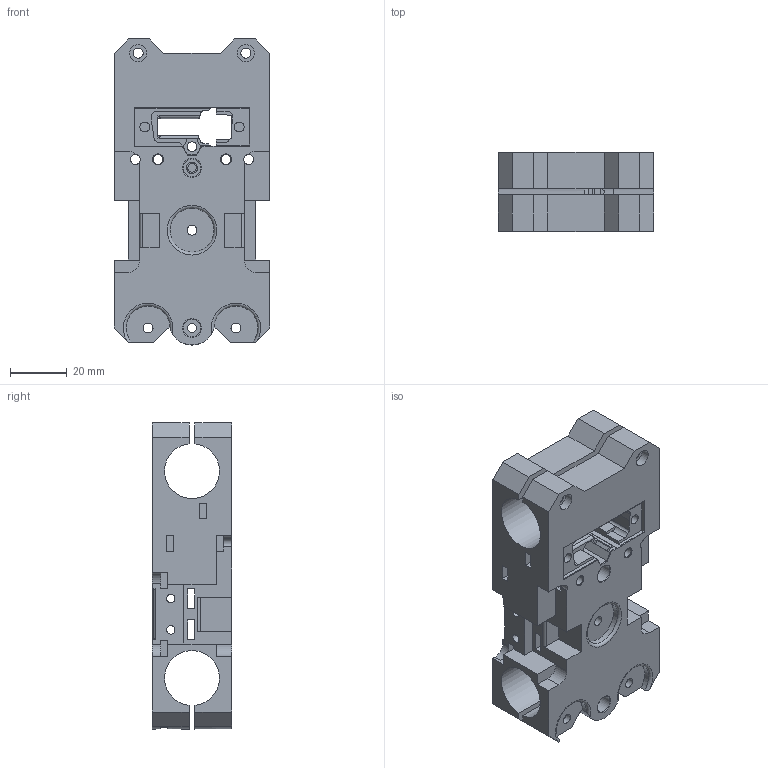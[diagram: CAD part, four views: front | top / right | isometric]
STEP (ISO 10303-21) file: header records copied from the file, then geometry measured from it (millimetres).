
FILE_DESCRIPTION(/* description */ (''),/* implementation_level */ '2;1');
FILE_NAME(/* name */ 'STEP_HYPERCUBE-EVO-0001_NGENv1.5.step',/* time_stamp */ '2021-02-26T10:09:46+01:00',/* author */ (''),/* organization */ (''),/* preprocessor_version */ 'ST-DEVELOPER v18.1',/* originating_system */ 'Autodesk Translation Framework v9.7.1.1290',/* authorisation */ '');
FILE_SCHEMA (('AUTOMOTIVE_DESIGN { 1 0 10303 214 3 1 1 }'));
Length unit declared in the file: millimetre
Products named in the file (1): STEP_HYPERCUBE-EVO-0001_NGEN
Bounding box: 55 x 28 x 108 mm (x, y, z)
Volume: 89182.8 mm3; surface area: 36901.9 mm2
Topology: 1 solids, 1 shells, 477 faces, 1301 edges, 840 vertices
Faces by surface type: plane 289, cylinder 139, torus 45, bspline 3, cone 1
Full cylindrical faces by diameter (mm): 3 x4, 3.2 x3, 3.5 x32, 6 x2, 6.2 x1, 6.3 x1, 7.2 x2, 15.5 x1
Entity records: 15584 total; most frequent: CARTESIAN_POINT 3158, ORIENTED_EDGE 2602, DIRECTION 2552, EDGE_CURVE 1301, LINE 870, VECTOR 870, AXIS2_PLACEMENT_3D 841, VERTEX_POINT 840
